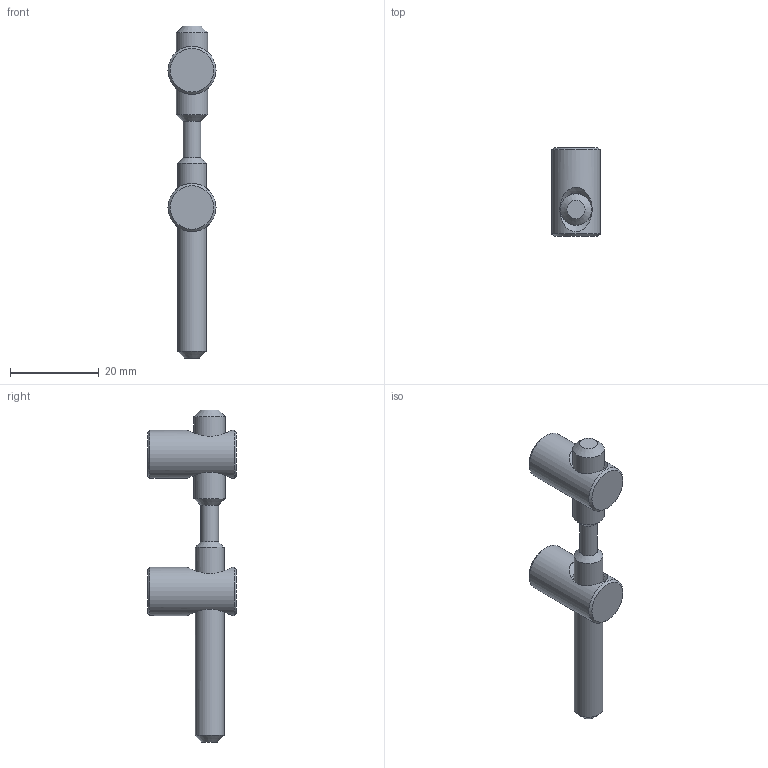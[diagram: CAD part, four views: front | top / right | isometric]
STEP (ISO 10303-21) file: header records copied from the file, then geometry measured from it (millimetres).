
FILE_DESCRIPTION(/* description */ ('STEP AP214'),/* implementation_level */ '2;1');
FILE_NAME(/* name */ '1025212.stp',/* time_stamp */ '2024-05-06T11:57:50+02:00',/* author */ ('b.steehouwer'),/* organization */ (''),/* preprocessor_version */ 'ST-DEVELOPER v18.1',/* originating_system */ 'Autodesk Inventor 2021',/* authorisation */ '');
FILE_SCHEMA (('AUTOMOTIVE_DESIGN { 1 0 10303 214 3 1 1 }'));
Length unit declared in the file: millimetre
Products named in the file (6): 1025212; 1025212-1; 1025212-2; 1025212-3; 1025212-4; 1025212-5
Assembly tree (5 placements, depth 2):
  1025212
    1025212-1
    1025212-2
    1025212-3
    1025212-4
    1025212-5
Bounding box: 10.85 x 20 x 75 mm (x, y, z)
Volume: 4980.4 mm3; surface area: 4481.4 mm2
Topology: 5 solids, 5 shells, 57 faces, 126 edges, 81 vertices
Faces by surface type: plane 24, cone 20, cylinder 11, sphere 2
Full cylindrical faces by diameter (mm): 4 x1, 6.5 x1, 6.8 x2, 7.1 x3, 8 x2, 10.85 x2
Entity records: 2211 total; most frequent: CARTESIAN_POINT 675, DIRECTION 295, ORIENTED_EDGE 252, EDGE_CURVE 126, AXIS2_PLACEMENT_3D 113, VERTEX_POINT 81, LINE 69, VECTOR 69
